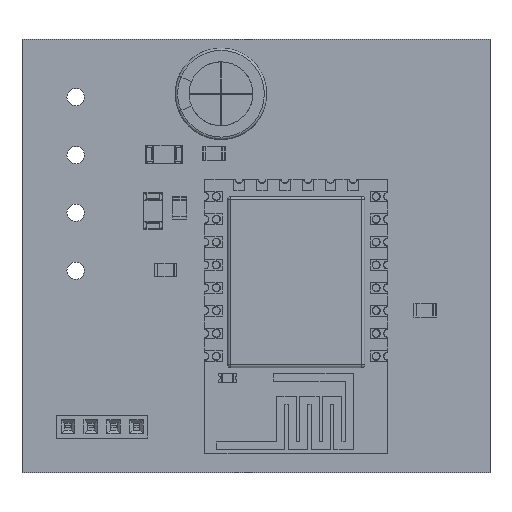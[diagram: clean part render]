
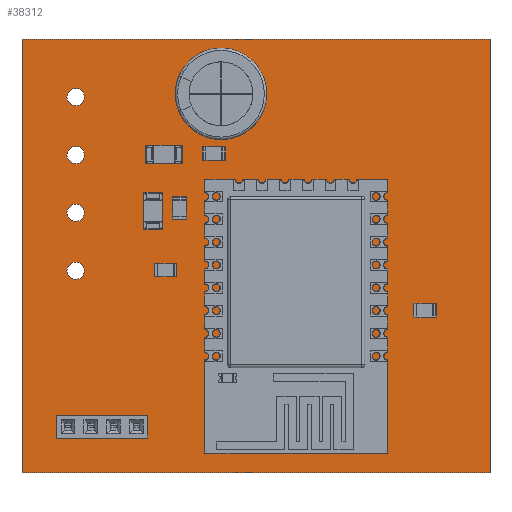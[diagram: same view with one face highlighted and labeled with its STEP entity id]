
A CAD part, top view. The second image highlights one B-rep face of the part: STEP entity #38312.
In plain terms, the highlighted planar face has unit normal (0, 0, 1).
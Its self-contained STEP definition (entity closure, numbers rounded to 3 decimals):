
#38090 = VERTEX_POINT('',#38091);
#38091 = CARTESIAN_POINT('',(162.054,-100.865,1.6));
#38097 = EDGE_CURVE('',#38090,#38098,#38100,.T.);
#38098 = VERTEX_POINT('',#38099);
#38099 = CARTESIAN_POINT('',(121.054,-100.865,1.6));
#38100 = LINE('',#38101,#38102);
#38101 = CARTESIAN_POINT('',(162.054,-100.865,1.6));
#38102 = VECTOR('',#38103,1.);
#38103 = DIRECTION('',(-1.,0.,0.));
#38130 = VERTEX_POINT('',#38131);
#38131 = CARTESIAN_POINT('',(162.054,-62.865,1.6));
#38137 = EDGE_CURVE('',#38130,#38090,#38138,.T.);
#38138 = LINE('',#38139,#38140);
#38139 = CARTESIAN_POINT('',(162.054,-62.865,1.6));
#38140 = VECTOR('',#38141,1.);
#38141 = DIRECTION('',(0.,-1.,0.));
#38159 = EDGE_CURVE('',#38098,#38160,#38162,.T.);
#38160 = VERTEX_POINT('',#38161);
#38161 = CARTESIAN_POINT('',(121.054,-62.865,1.6));
#38162 = LINE('',#38163,#38164);
#38163 = CARTESIAN_POINT('',(121.054,-100.865,1.6));
#38164 = VECTOR('',#38165,1.);
#38165 = DIRECTION('',(0.,1.,0.));
#38312 = ADVANCED_FACE('',(#38313,#38324,#38335,#38346,#38357,#38368,
    #38379,#38390,#38401,#38412,#38423),#38434,.T.);
#38313 = FACE_BOUND('',#38314,.T.);
#38314 = EDGE_LOOP('',(#38315,#38316,#38317,#38323));
#38315 = ORIENTED_EDGE('',*,*,#38097,.F.);
#38316 = ORIENTED_EDGE('',*,*,#38137,.F.);
#38317 = ORIENTED_EDGE('',*,*,#38318,.F.);
#38318 = EDGE_CURVE('',#38160,#38130,#38319,.T.);
#38319 = LINE('',#38320,#38321);
#38320 = CARTESIAN_POINT('',(121.054,-62.865,1.6));
#38321 = VECTOR('',#38322,1.);
#38322 = DIRECTION('',(1.,0.,0.));
#38323 = ORIENTED_EDGE('',*,*,#38159,.F.);
#38324 = FACE_BOUND('',#38325,.T.);
#38325 = EDGE_LOOP('',(#38326));
#38326 = ORIENTED_EDGE('',*,*,#38327,.T.);
#38327 = EDGE_CURVE('',#38328,#38328,#38330,.T.);
#38328 = VERTEX_POINT('',#38329);
#38329 = CARTESIAN_POINT('',(125.083,-97.225,1.6));
#38330 = CIRCLE('',#38331,0.4);
#38331 = AXIS2_PLACEMENT_3D('',#38332,#38333,#38334);
#38332 = CARTESIAN_POINT('',(125.083,-96.825,1.6));
#38333 = DIRECTION('',(-0.,0.,-1.));
#38334 = DIRECTION('',(0.,-1.,-0.));
#38335 = FACE_BOUND('',#38336,.T.);
#38336 = EDGE_LOOP('',(#38337));
#38337 = ORIENTED_EDGE('',*,*,#38338,.T.);
#38338 = EDGE_CURVE('',#38339,#38339,#38341,.T.);
#38339 = VERTEX_POINT('',#38340);
#38340 = CARTESIAN_POINT('',(127.083,-97.225,1.6));
#38341 = CIRCLE('',#38342,0.4);
#38342 = AXIS2_PLACEMENT_3D('',#38343,#38344,#38345);
#38343 = CARTESIAN_POINT('',(127.083,-96.825,1.6));
#38344 = DIRECTION('',(-0.,0.,-1.));
#38345 = DIRECTION('',(0.,-1.,-0.));
#38346 = FACE_BOUND('',#38347,.T.);
#38347 = EDGE_LOOP('',(#38348));
#38348 = ORIENTED_EDGE('',*,*,#38349,.T.);
#38349 = EDGE_CURVE('',#38350,#38350,#38352,.T.);
#38350 = VERTEX_POINT('',#38351);
#38351 = CARTESIAN_POINT('',(129.083,-97.225,1.6));
#38352 = CIRCLE('',#38353,0.4);
#38353 = AXIS2_PLACEMENT_3D('',#38354,#38355,#38356);
#38354 = CARTESIAN_POINT('',(129.083,-96.825,1.6));
#38355 = DIRECTION('',(-0.,0.,-1.));
#38356 = DIRECTION('',(-0.,-1.,0.));
#38357 = FACE_BOUND('',#38358,.T.);
#38358 = EDGE_LOOP('',(#38359));
#38359 = ORIENTED_EDGE('',*,*,#38360,.T.);
#38360 = EDGE_CURVE('',#38361,#38361,#38363,.T.);
#38361 = VERTEX_POINT('',#38362);
#38362 = CARTESIAN_POINT('',(131.083,-97.225,1.6));
#38363 = CIRCLE('',#38364,0.4);
#38364 = AXIS2_PLACEMENT_3D('',#38365,#38366,#38367);
#38365 = CARTESIAN_POINT('',(131.083,-96.825,1.6));
#38366 = DIRECTION('',(-0.,0.,-1.));
#38367 = DIRECTION('',(-0.,-1.,0.));
#38368 = FACE_BOUND('',#38369,.T.);
#38369 = EDGE_LOOP('',(#38370));
#38370 = ORIENTED_EDGE('',*,*,#38371,.T.);
#38371 = EDGE_CURVE('',#38372,#38372,#38374,.T.);
#38372 = VERTEX_POINT('',#38373);
#38373 = CARTESIAN_POINT('',(125.755,-83.92,1.6));
#38374 = CIRCLE('',#38375,0.76);
#38375 = AXIS2_PLACEMENT_3D('',#38376,#38377,#38378);
#38376 = CARTESIAN_POINT('',(125.755,-83.16,1.6));
#38377 = DIRECTION('',(-0.,0.,-1.));
#38378 = DIRECTION('',(0.,-1.,0.));
#38379 = FACE_BOUND('',#38380,.T.);
#38380 = EDGE_LOOP('',(#38381));
#38381 = ORIENTED_EDGE('',*,*,#38382,.T.);
#38382 = EDGE_CURVE('',#38383,#38383,#38385,.T.);
#38383 = VERTEX_POINT('',#38384);
#38384 = CARTESIAN_POINT('',(125.755,-78.84,1.6));
#38385 = CIRCLE('',#38386,0.76);
#38386 = AXIS2_PLACEMENT_3D('',#38387,#38388,#38389);
#38387 = CARTESIAN_POINT('',(125.755,-78.08,1.6));
#38388 = DIRECTION('',(-0.,0.,-1.));
#38389 = DIRECTION('',(0.,-1.,0.));
#38390 = FACE_BOUND('',#38391,.T.);
#38391 = EDGE_LOOP('',(#38392));
#38392 = ORIENTED_EDGE('',*,*,#38393,.T.);
#38393 = EDGE_CURVE('',#38394,#38394,#38396,.T.);
#38394 = VERTEX_POINT('',#38395);
#38395 = CARTESIAN_POINT('',(125.755,-73.785,1.6));
#38396 = CIRCLE('',#38397,0.76);
#38397 = AXIS2_PLACEMENT_3D('',#38398,#38399,#38400);
#38398 = CARTESIAN_POINT('',(125.755,-73.025,1.6));
#38399 = DIRECTION('',(-0.,0.,-1.));
#38400 = DIRECTION('',(0.,-1.,0.));
#38401 = FACE_BOUND('',#38402,.T.);
#38402 = EDGE_LOOP('',(#38403));
#38403 = ORIENTED_EDGE('',*,*,#38404,.T.);
#38404 = EDGE_CURVE('',#38405,#38405,#38407,.T.);
#38405 = VERTEX_POINT('',#38406);
#38406 = CARTESIAN_POINT('',(125.755,-68.705,1.6));
#38407 = CIRCLE('',#38408,0.76);
#38408 = AXIS2_PLACEMENT_3D('',#38409,#38410,#38411);
#38409 = CARTESIAN_POINT('',(125.755,-67.945,1.6));
#38410 = DIRECTION('',(-0.,0.,-1.));
#38411 = DIRECTION('',(0.,-1.,0.));
#38412 = FACE_BOUND('',#38413,.T.);
#38413 = EDGE_LOOP('',(#38414));
#38414 = ORIENTED_EDGE('',*,*,#38415,.T.);
#38415 = EDGE_CURVE('',#38416,#38416,#38418,.T.);
#38416 = VERTEX_POINT('',#38417);
#38417 = CARTESIAN_POINT('',(136.586,-68.066,1.6));
#38418 = CIRCLE('',#38419,0.4);
#38419 = AXIS2_PLACEMENT_3D('',#38420,#38421,#38422);
#38420 = CARTESIAN_POINT('',(136.586,-67.666,1.6));
#38421 = DIRECTION('',(-0.,0.,-1.));
#38422 = DIRECTION('',(-0.,-1.,0.));
#38423 = FACE_BOUND('',#38424,.T.);
#38424 = EDGE_LOOP('',(#38425));
#38425 = ORIENTED_EDGE('',*,*,#38426,.T.);
#38426 = EDGE_CURVE('',#38427,#38427,#38429,.T.);
#38427 = VERTEX_POINT('',#38428);
#38428 = CARTESIAN_POINT('',(140.386,-68.066,1.6));
#38429 = CIRCLE('',#38430,0.4);
#38430 = AXIS2_PLACEMENT_3D('',#38431,#38432,#38433);
#38431 = CARTESIAN_POINT('',(140.386,-67.666,1.6));
#38432 = DIRECTION('',(-0.,0.,-1.));
#38433 = DIRECTION('',(0.,-1.,0.));
#38434 = PLANE('',#38435);
#38435 = AXIS2_PLACEMENT_3D('',#38436,#38437,#38438);
#38436 = CARTESIAN_POINT('',(0.,0.,1.6));
#38437 = DIRECTION('',(0.,0.,1.));
#38438 = DIRECTION('',(1.,0.,-0.));
